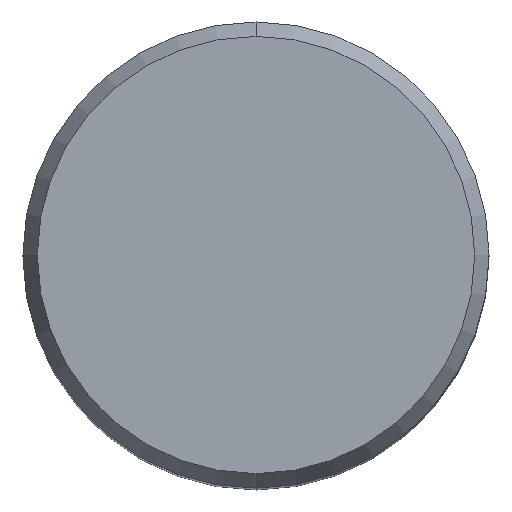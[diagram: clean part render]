
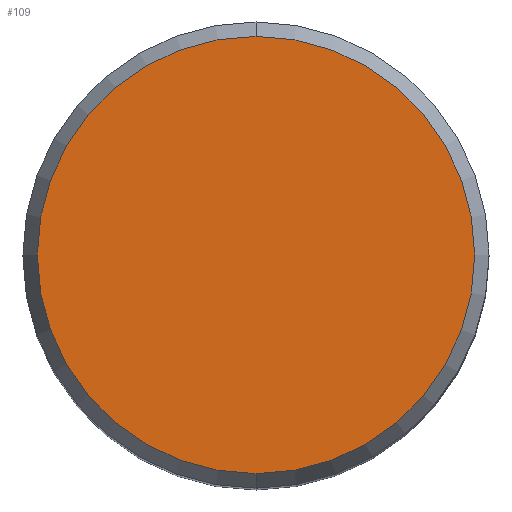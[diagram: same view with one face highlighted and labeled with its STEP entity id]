
A CAD part, top view. The second image highlights one B-rep face of the part: STEP entity #109.
In plain terms, the highlighted planar face has unit normal (0, 0, 1).
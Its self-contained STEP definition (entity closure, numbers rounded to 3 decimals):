
#109=ADVANCED_FACE('',(#261),#262,.T.);
#115=EDGE_CURVE('',#157,#145,#270,.T.);
#145=VERTEX_POINT('',#303);
#157=VERTEX_POINT('',#317);
#169=EDGE_CURVE('',#145,#157,#330,.T.);
#261=FACE_OUTER_BOUND('',#426,.T.);
#262=PLANE('',#427);
#270=CIRCLE('',#436,10.425);
#303=CARTESIAN_POINT('',(0.,-10.425,0.0));
#317=CARTESIAN_POINT('',(0.0,10.425,0.0));
#330=CIRCLE('',#514,10.425);
#426=EDGE_LOOP('',(#620,#621));
#427=AXIS2_PLACEMENT_3D('',#622,#623,#624);
#436=AXIS2_PLACEMENT_3D('',#639,#640,#641);
#514=AXIS2_PLACEMENT_3D('',#714,#715,#716);
#620=ORIENTED_EDGE('',*,*,#115,.F.);
#621=ORIENTED_EDGE('',*,*,#169,.F.);
#622=CARTESIAN_POINT('',(0.0,5.212,0.0));
#623=DIRECTION('',(-0.0,0.0,1.0));
#624=DIRECTION('',(0.0,-1.0,0.0));
#639=CARTESIAN_POINT('',(0.0,0.0,0.0));
#640=DIRECTION('',(0.0,0.0,-1.0));
#641=DIRECTION('',(0.0,1.0,0.0));
#714=CARTESIAN_POINT('',(0.0,0.0,0.0));
#715=DIRECTION('',(0.0,0.0,-1.0));
#716=DIRECTION('',(0.0,1.0,0.0));
